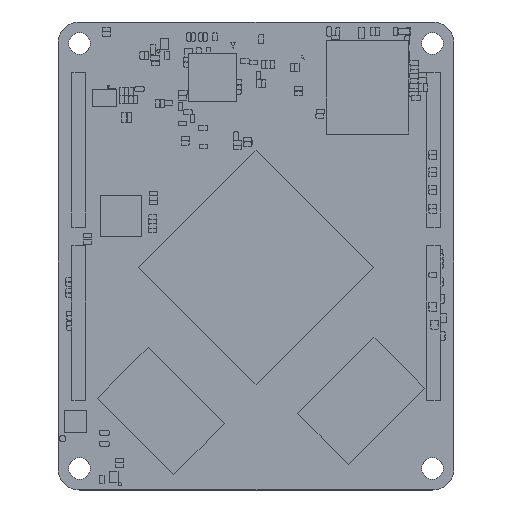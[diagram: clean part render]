
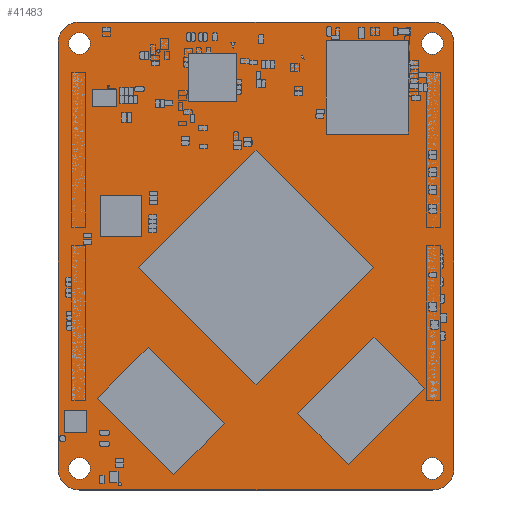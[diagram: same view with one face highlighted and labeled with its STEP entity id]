
A CAD part, top view. The second image highlights one B-rep face of the part: STEP entity #41483.
In plain terms, the highlighted planar face has unit normal (0, 0, 1).
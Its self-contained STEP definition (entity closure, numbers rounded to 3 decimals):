
#41183=CARTESIAN_POINT('',(3.,65.,0.));
#41184=VERTEX_POINT('',#41183);
#41191=CARTESIAN_POINT('',(52.,65.,0.));
#41192=VERTEX_POINT('',#41191);
#41193=CARTESIAN_POINT('',(52.,65.,0.));
#41194=DIRECTION('',(-1.,0.,0.));
#41195=VECTOR('',#41194,49.);
#41196=LINE('',#41193,#41195);
#41197=EDGE_CURVE('',#41192,#41184,#41196,.T.);
#41222=CARTESIAN_POINT('',(0.,62.,0.));
#41223=VERTEX_POINT('',#41222);
#41230=CARTESIAN_POINT('',(3.,62.,0.));
#41231=DIRECTION('',(0.,0.,1.));
#41232=DIRECTION('',(1.,0.,-0.));
#41233=AXIS2_PLACEMENT_3D('',#41230,#41231,#41232);
#41234=CIRCLE('',#41233,3.);
#41235=EDGE_CURVE('',#41184,#41223,#41234,.T.);
#41254=CARTESIAN_POINT('',(0.,3.,0.));
#41255=VERTEX_POINT('',#41254);
#41262=CARTESIAN_POINT('',(0.,62.,0.));
#41263=DIRECTION('',(0.,-1.,0.));
#41264=VECTOR('',#41263,59.);
#41265=LINE('',#41262,#41264);
#41266=EDGE_CURVE('',#41223,#41255,#41265,.T.);
#41286=CARTESIAN_POINT('',(3.,0.,0.));
#41287=VERTEX_POINT('',#41286);
#41294=CARTESIAN_POINT('',(3.,3.,0.));
#41295=DIRECTION('',(0.,0.,1.));
#41296=DIRECTION('',(1.,0.,-0.));
#41297=AXIS2_PLACEMENT_3D('',#41294,#41295,#41296);
#41298=CIRCLE('',#41297,3.);
#41299=EDGE_CURVE('',#41255,#41287,#41298,.T.);
#41318=CARTESIAN_POINT('',(52.,0.,0.));
#41319=VERTEX_POINT('',#41318);
#41326=CARTESIAN_POINT('',(3.,0.,0.));
#41327=DIRECTION('',(1.,0.,-0.));
#41328=VECTOR('',#41327,49.);
#41329=LINE('',#41326,#41328);
#41330=EDGE_CURVE('',#41287,#41319,#41329,.T.);
#41350=CARTESIAN_POINT('',(55.,3.,0.));
#41351=VERTEX_POINT('',#41350);
#41358=CARTESIAN_POINT('',(52.,3.,0.));
#41359=DIRECTION('',(0.,0.,1.));
#41360=DIRECTION('',(1.,0.,-0.));
#41361=AXIS2_PLACEMENT_3D('',#41358,#41359,#41360);
#41362=CIRCLE('',#41361,3.);
#41363=EDGE_CURVE('',#41319,#41351,#41362,.T.);
#41382=CARTESIAN_POINT('',(55.,62.,0.));
#41383=VERTEX_POINT('',#41382);
#41390=CARTESIAN_POINT('',(55.,3.,0.));
#41391=DIRECTION('',(0.,1.,0.));
#41392=VECTOR('',#41391,59.);
#41393=LINE('',#41390,#41392);
#41394=EDGE_CURVE('',#41351,#41383,#41393,.T.);
#41413=CARTESIAN_POINT('',(52.,62.,0.));
#41414=DIRECTION('',(0.,0.,1.));
#41415=DIRECTION('',(1.,0.,-0.));
#41416=AXIS2_PLACEMENT_3D('',#41413,#41414,#41415);
#41417=CIRCLE('',#41416,3.);
#41418=EDGE_CURVE('',#41383,#41192,#41417,.T.);
#41424=CARTESIAN_POINT('',(0.,0.,0.));
#41425=DIRECTION('',(0.,0.,1.));
#41426=DIRECTION('',(1.,0.,0.));
#41427=AXIS2_PLACEMENT_3D('',#41424,#41425,#41426);
#41428=PLANE('',#41427);
#41429=CARTESIAN_POINT('',(4.5,62.,0.));
#41430=VERTEX_POINT('',#41429);
#41431=CARTESIAN_POINT('',(3.,62.,0.));
#41432=DIRECTION('',(0.,0.,1.));
#41433=DIRECTION('',(1.,0.,-0.));
#41434=AXIS2_PLACEMENT_3D('',#41431,#41432,#41433);
#41435=CIRCLE('',#41434,1.5);
#41436=EDGE_CURVE('',#41430,#41430,#41435,.T.);
#41437=ORIENTED_EDGE('',*,*,#41436,.F.);
#41438=EDGE_LOOP('',(#41437));
#41439=FACE_BOUND('',#41438,.T.);
#41440=CARTESIAN_POINT('',(53.5,62.,0.));
#41441=VERTEX_POINT('',#41440);
#41442=CARTESIAN_POINT('',(52.,62.,0.));
#41443=DIRECTION('',(0.,0.,1.));
#41444=DIRECTION('',(1.,0.,-0.));
#41445=AXIS2_PLACEMENT_3D('',#41442,#41443,#41444);
#41446=CIRCLE('',#41445,1.5);
#41447=EDGE_CURVE('',#41441,#41441,#41446,.T.);
#41448=ORIENTED_EDGE('',*,*,#41447,.F.);
#41449=EDGE_LOOP('',(#41448));
#41450=FACE_BOUND('',#41449,.T.);
#41451=CARTESIAN_POINT('',(53.5,3.,0.));
#41452=VERTEX_POINT('',#41451);
#41453=CARTESIAN_POINT('',(52.,3.,0.));
#41454=DIRECTION('',(0.,0.,1.));
#41455=DIRECTION('',(1.,0.,-0.));
#41456=AXIS2_PLACEMENT_3D('',#41453,#41454,#41455);
#41457=CIRCLE('',#41456,1.5);
#41458=EDGE_CURVE('',#41452,#41452,#41457,.T.);
#41459=ORIENTED_EDGE('',*,*,#41458,.F.);
#41460=EDGE_LOOP('',(#41459));
#41461=FACE_BOUND('',#41460,.T.);
#41462=CARTESIAN_POINT('',(4.5,3.,0.));
#41463=VERTEX_POINT('',#41462);
#41464=CARTESIAN_POINT('',(3.,3.,0.));
#41465=DIRECTION('',(0.,0.,1.));
#41466=DIRECTION('',(1.,0.,-0.));
#41467=AXIS2_PLACEMENT_3D('',#41464,#41465,#41466);
#41468=CIRCLE('',#41467,1.5);
#41469=EDGE_CURVE('',#41463,#41463,#41468,.T.);
#41470=ORIENTED_EDGE('',*,*,#41469,.F.);
#41471=EDGE_LOOP('',(#41470));
#41472=FACE_BOUND('',#41471,.T.);
#41473=ORIENTED_EDGE('',*,*,#41197,.T.);
#41474=ORIENTED_EDGE('',*,*,#41235,.T.);
#41475=ORIENTED_EDGE('',*,*,#41266,.T.);
#41476=ORIENTED_EDGE('',*,*,#41299,.T.);
#41477=ORIENTED_EDGE('',*,*,#41330,.T.);
#41478=ORIENTED_EDGE('',*,*,#41363,.T.);
#41479=ORIENTED_EDGE('',*,*,#41394,.T.);
#41480=ORIENTED_EDGE('',*,*,#41418,.T.);
#41481=EDGE_LOOP('',(#41473,#41474,#41475,#41476,#41477,#41478,#41479,#41480));
#41482=FACE_BOUND('',#41481,.T.);
#41483=ADVANCED_FACE('',(#41439,#41450,#41461,#41472,#41482),#41428,.T.);
